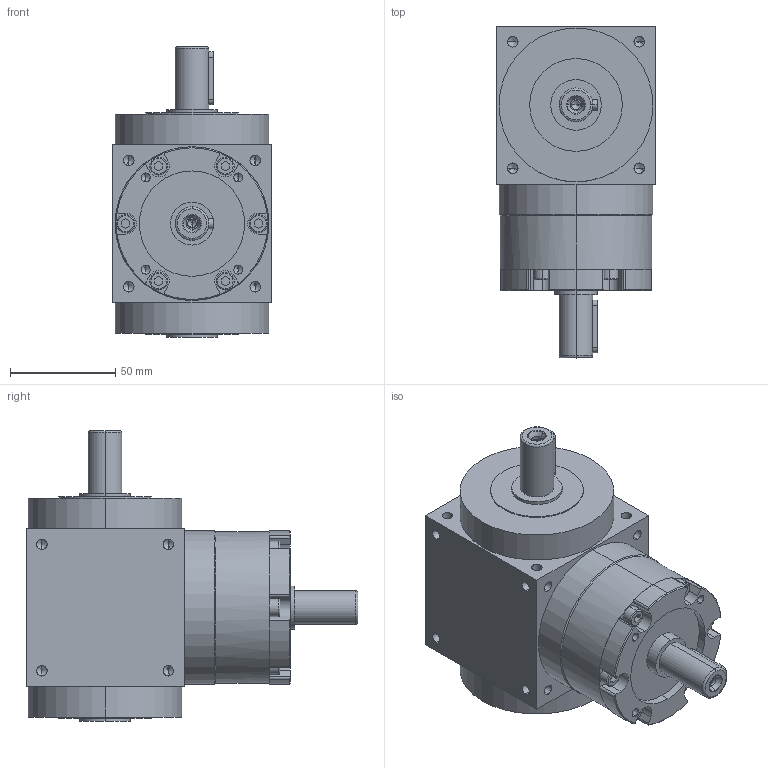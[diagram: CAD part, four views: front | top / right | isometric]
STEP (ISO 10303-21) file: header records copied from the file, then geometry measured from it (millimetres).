
FILE_DESCRIPTION (( 'STEP AP203' ), '1' );
FILE_NAME ('ZT075-L1-R1-1-001.STEP', '2023-11-09T04:58:11', ( 'Windows 蚚誧' ), ( 'Organization' ), 'SwSTEP 2.0', 'SolidWorks 2019', '' );
FILE_SCHEMA (( 'CONFIG_CONTROL_DESIGN' ));
Length unit declared in the file: millimetre
Products named in the file (1): ZT075-L1-R1-1-001
Bounding box: 75 x 157.5 x 138 mm (x, y, z)
Volume: 750209.5 mm3; surface area: 63325.1 mm2
Topology: 1 solids, 1 shells, 372 faces, 994 edges, 588 vertices
Faces by surface type: cylinder 182, plane 97, cone 77, torus 16
Entity records: 11391 total; most frequent: CARTESIAN_POINT 2587, ORIENTED_EDGE 1868, DIRECTION 1832, EDGE_CURVE 934, AXIS2_PLACEMENT_3D 705, VERTEX_POINT 588, EDGE_LOOP 428, VECTOR 422
